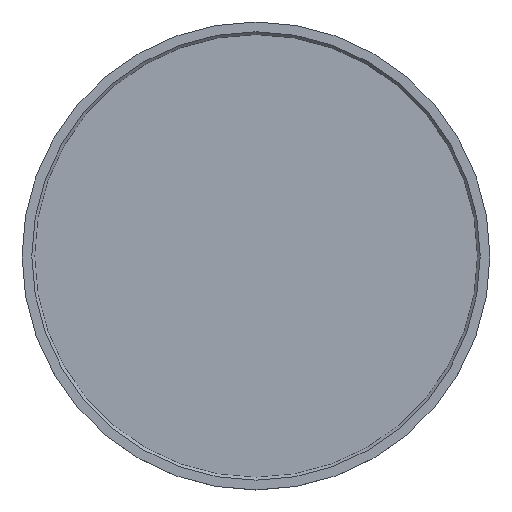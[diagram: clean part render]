
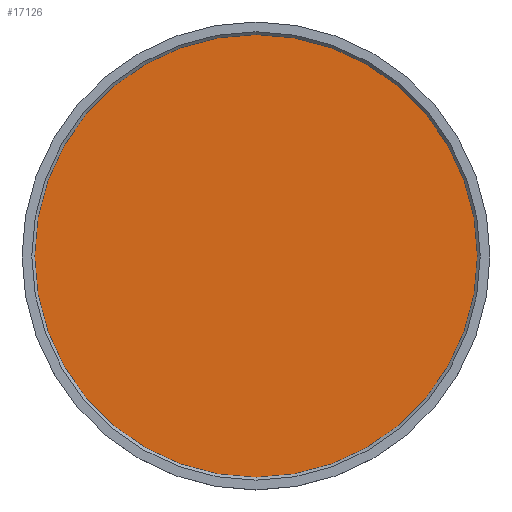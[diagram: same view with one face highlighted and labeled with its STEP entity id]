
A CAD part, top view. The second image highlights one B-rep face of the part: STEP entity #17126.
In plain terms, the highlighted planar face has unit normal (0, 0, 1).
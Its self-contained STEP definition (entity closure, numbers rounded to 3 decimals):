
#5940 = CYLINDRICAL_SURFACE('',#5941,79.85);
#5941 = AXIS2_PLACEMENT_3D('',#5942,#5943,#5944);
#5942 = CARTESIAN_POINT('',(0.,0.,6.));
#5943 = DIRECTION('',(0.,0.,-1.));
#5944 = DIRECTION('',(-1.,0.,0.));
#15502 = VERTEX_POINT('',#15503);
#15503 = CARTESIAN_POINT('',(-79.85,0.,-3.));
#15524 = EDGE_CURVE('',#15502,#15502,#15525,.T.);
#15525 = SURFACE_CURVE('',#15526,(#15531,#15538),.PCURVE_S1.);
#15526 = CIRCLE('',#15527,79.85);
#15527 = AXIS2_PLACEMENT_3D('',#15528,#15529,#15530);
#15528 = CARTESIAN_POINT('',(0.,0.,-3.)
  );
#15529 = DIRECTION('',(0.,0.,-1.));
#15530 = DIRECTION('',(-1.,0.,0.));
#15531 = PCURVE('',#5940,#15532);
#15532 = DEFINITIONAL_REPRESENTATION('',(#15533),#15537);
#15533 = LINE('',#15534,#15535);
#15534 = CARTESIAN_POINT('',(0.,9.));
#15535 = VECTOR('',#15536,1.);
#15536 = DIRECTION('',(1.,0.));
#15537 = ( GEOMETRIC_REPRESENTATION_CONTEXT(2) 
PARAMETRIC_REPRESENTATION_CONTEXT() REPRESENTATION_CONTEXT('2D SPACE',''
  ) );
#15538 = PCURVE('',#15539,#15544);
#15539 = PLANE('',#15540);
#15540 = AXIS2_PLACEMENT_3D('',#15541,#15542,#15543);
#15541 = CARTESIAN_POINT('',(0.,0.,-3.)
  );
#15542 = DIRECTION('',(0.,0.,-1.));
#15543 = DIRECTION('',(-1.,0.,0.));
#15544 = DEFINITIONAL_REPRESENTATION('',(#15545),#15549);
#15545 = CIRCLE('',#15546,79.85);
#15546 = AXIS2_PLACEMENT_2D('',#15547,#15548);
#15547 = CARTESIAN_POINT('',(0.,0.));
#15548 = DIRECTION('',(1.,0.));
#15549 = ( GEOMETRIC_REPRESENTATION_CONTEXT(2) 
PARAMETRIC_REPRESENTATION_CONTEXT() REPRESENTATION_CONTEXT('2D SPACE',''
  ) );
#17126 = ADVANCED_FACE('',(#17127),#15539,.F.);
#17127 = FACE_BOUND('',#17128,.F.);
#17128 = EDGE_LOOP('',(#17129));
#17129 = ORIENTED_EDGE('',*,*,#15524,.T.);
